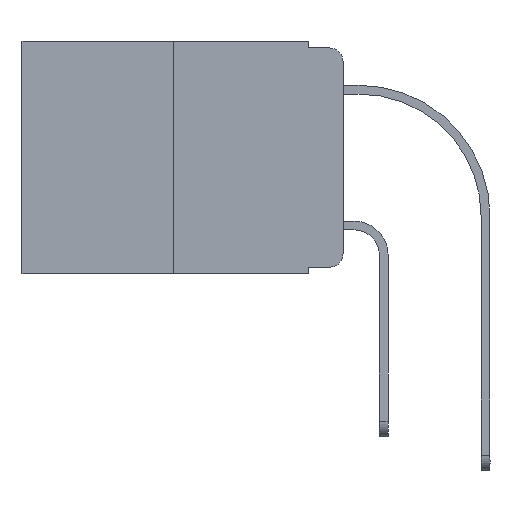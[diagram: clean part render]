
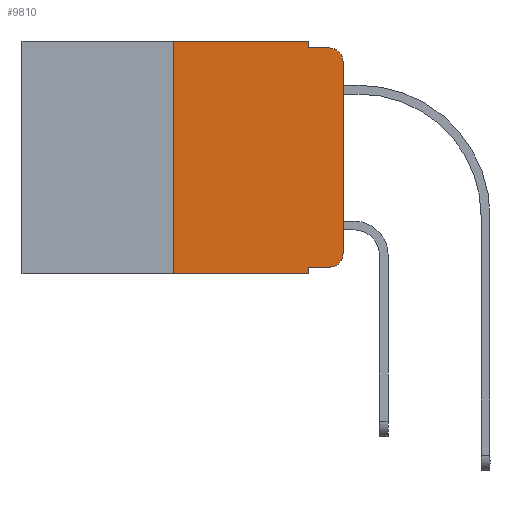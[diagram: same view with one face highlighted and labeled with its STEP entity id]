
A CAD part, left-side view. The second image highlights one B-rep face of the part: STEP entity #9810.
In plain terms, the highlighted planar face has unit normal (-1, 0, 0).
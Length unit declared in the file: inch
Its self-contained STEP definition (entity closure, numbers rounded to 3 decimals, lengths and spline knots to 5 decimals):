
#220 = CARTESIAN_POINT ( 'NONE',  ( 0., 0.051, -0.343 ) ) ;
#797 = ORIENTED_EDGE ( 'NONE', *, *, #11833, .F. ) ;
#967 = CARTESIAN_POINT ( 'NONE',  ( 0., 0.25, -0.343 ) ) ;
#1698 = LINE ( 'NONE', #4976, #2955 ) ;
#1842 = CARTESIAN_POINT ( 'NONE',  ( 0., 0.051, -0.01 ) ) ;
#1870 = CARTESIAN_POINT ( 'NONE',  ( 0., 0.051, 0. ) ) ;
#1938 = DIRECTION ( 'NONE',  ( 0., 0., -1. ) ) ;
#2514 = VECTOR ( 'NONE', #3917, 39.37008 ) ;
#2955 = VECTOR ( 'NONE', #5931, 39.37008 ) ;
#2972 = VECTOR ( 'NONE', #7747, 39.37008 ) ;
#3225 = VECTOR ( 'NONE', #8426, 39.37008 ) ;
#3572 = CARTESIAN_POINT ( 'NONE',  ( 0., 0.051, 0. ) ) ;
#3715 = LINE ( 'NONE', #7949, #2514 ) ;
#3917 = DIRECTION ( 'NONE',  ( 0., 0., 1. ) ) ;
#4060 = CARTESIAN_POINT ( 'NONE',  ( 0., 0.02, -0.03 ) ) ;
#4205 = EDGE_CURVE ( 'NONE', #11723, #12825, #7946, .T. ) ;
#4243 = CARTESIAN_POINT ( 'NONE',  ( 0., 0.473, -0.343 ) ) ;
#4430 = FACE_OUTER_BOUND ( 'NONE', #6983, .T. ) ;
#4431 = EDGE_CURVE ( 'NONE', #12908, #8059, #9446, .T. ) ;
#4657 = VERTEX_POINT ( 'NONE', #1842 ) ;
#4912 = AXIS2_PLACEMENT_3D ( 'NONE', #5882, #12873, #11902 ) ;
#4976 = CARTESIAN_POINT ( 'NONE',  ( 0., 0.473, 0. ) ) ;
#5125 = VERTEX_POINT ( 'NONE', #13196 ) ;
#5253 = LINE ( 'NONE', #5323, #10766 ) ;
#5323 = CARTESIAN_POINT ( 'NONE',  ( 0., 0.051, -0.01 ) ) ;
#5530 = AXIS2_PLACEMENT_3D ( 'NONE', #4060, #8228, #11381 ) ;
#5611 = AXIS2_PLACEMENT_3D ( 'NONE', #7522, #12730, #7393 ) ;
#5660 = DIRECTION ( 'NONE',  ( 0., -1., 0. ) ) ;
#5689 = CARTESIAN_POINT ( 'NONE',  ( 0., 0.02, -0.333 ) ) ;
#5750 = LINE ( 'NONE', #3572, #2972 ) ;
#5797 = CARTESIAN_POINT ( 'NONE',  ( 0., 0., -0.313 ) ) ;
#5882 = CARTESIAN_POINT ( 'NONE',  ( 0., 0.02, -0.313 ) ) ;
#5931 = DIRECTION ( 'NONE',  ( 0., -1., 0. ) ) ;
#5962 = CARTESIAN_POINT ( 'NONE',  ( 0., 0., 0. ) ) ;
#5990 = ORIENTED_EDGE ( 'NONE', *, *, #12731, .F. ) ;
#6338 = EDGE_CURVE ( 'NONE', #8388, #12630, #12726, .T. ) ;
#6692 = ORIENTED_EDGE ( 'NONE', *, *, #11320, .T. ) ;
#6983 = EDGE_LOOP ( 'NONE', ( #13492, #12957, #8109, #9528, #797, #5990, #11131, #7284, #13512, #6692 ) ) ;
#7064 = LINE ( 'NONE', #1870, #9256 ) ;
#7284 = ORIENTED_EDGE ( 'NONE', *, *, #10794, .F. ) ;
#7385 = EDGE_CURVE ( 'NONE', #12825, #7924, #11439, .T. ) ;
#7393 = DIRECTION ( 'NONE',  ( 0., 0., -1. ) ) ;
#7522 = CARTESIAN_POINT ( 'NONE',  ( 0., 0.473, 0. ) ) ;
#7747 = DIRECTION ( 'NONE',  ( 0., 0., -1. ) ) ;
#7818 = EDGE_CURVE ( 'NONE', #9830, #4657, #7064, .T. ) ;
#7924 = VERTEX_POINT ( 'NONE', #12204 ) ;
#7946 = LINE ( 'NONE', #5962, #8199 ) ;
#7949 = CARTESIAN_POINT ( 'NONE',  ( 0., 0.25, 0. ) ) ;
#8059 = VERTEX_POINT ( 'NONE', #220 ) ;
#8109 = ORIENTED_EDGE ( 'NONE', *, *, #8399, .F. ) ;
#8199 = VECTOR ( 'NONE', #10134, 39.37008 ) ;
#8228 = DIRECTION ( 'NONE',  ( -1., 0., 0. ) ) ;
#8292 = CARTESIAN_POINT ( 'NONE',  ( 0., 0., -0.03 ) ) ;
#8388 = VERTEX_POINT ( 'NONE', #10252 ) ;
#8399 = EDGE_CURVE ( 'NONE', #4657, #7924, #5253, .T. ) ;
#8426 = DIRECTION ( 'NONE',  ( 0., -1., 0. ) ) ;
#8487 = PLANE ( 'NONE',  #5611 ) ;
#9256 = VECTOR ( 'NONE', #1938, 39.37008 ) ;
#9446 = LINE ( 'NONE', #4243, #3225 ) ;
#9528 = ORIENTED_EDGE ( 'NONE', *, *, #7818, .F. ) ;
#9810 = ADVANCED_FACE ( 'NONE', ( #4430 ), #8487, .F. ) ;
#9830 = VERTEX_POINT ( 'NONE', #10404 ) ;
#10134 = DIRECTION ( 'NONE',  ( 0., 0., 1. ) ) ;
#10252 = CARTESIAN_POINT ( 'NONE',  ( 0., 0.051, -0.333 ) ) ;
#10404 = CARTESIAN_POINT ( 'NONE',  ( 0., 0.051, 0. ) ) ;
#10766 = VECTOR ( 'NONE', #12784, 39.37008 ) ;
#10794 = EDGE_CURVE ( 'NONE', #8388, #8059, #5750, .T. ) ;
#10806 = CIRCLE ( 'NONE', #4912, 0.02 ) ;
#11131 = ORIENTED_EDGE ( 'NONE', *, *, #4431, .T. ) ;
#11320 = EDGE_CURVE ( 'NONE', #12630, #11723, #10806, .T. ) ;
#11381 = DIRECTION ( 'NONE',  ( 0., 0., -1. ) ) ;
#11439 = CIRCLE ( 'NONE', #5530, 0.02 ) ;
#11473 = VECTOR ( 'NONE', #5660, 39.37008 ) ;
#11696 = CARTESIAN_POINT ( 'NONE',  ( 0., 0.051, -0.333 ) ) ;
#11723 = VERTEX_POINT ( 'NONE', #5797 ) ;
#11833 = EDGE_CURVE ( 'NONE', #5125, #9830, #1698, .T. ) ;
#11902 = DIRECTION ( 'NONE',  ( 0., 0., -1. ) ) ;
#12204 = CARTESIAN_POINT ( 'NONE',  ( 0., 0.02, -0.01 ) ) ;
#12630 = VERTEX_POINT ( 'NONE', #5689 ) ;
#12726 = LINE ( 'NONE', #11696, #11473 ) ;
#12730 = DIRECTION ( 'NONE',  ( 1., 0., 0. ) ) ;
#12731 = EDGE_CURVE ( 'NONE', #12908, #5125, #3715, .T. ) ;
#12784 = DIRECTION ( 'NONE',  ( 0., -1., 0. ) ) ;
#12825 = VERTEX_POINT ( 'NONE', #8292 ) ;
#12873 = DIRECTION ( 'NONE',  ( -1., 0., 0. ) ) ;
#12908 = VERTEX_POINT ( 'NONE', #967 ) ;
#12957 = ORIENTED_EDGE ( 'NONE', *, *, #7385, .T. ) ;
#13196 = CARTESIAN_POINT ( 'NONE',  ( 0., 0.25, 0. ) ) ;
#13492 = ORIENTED_EDGE ( 'NONE', *, *, #4205, .T. ) ;
#13512 = ORIENTED_EDGE ( 'NONE', *, *, #6338, .T. ) ;
